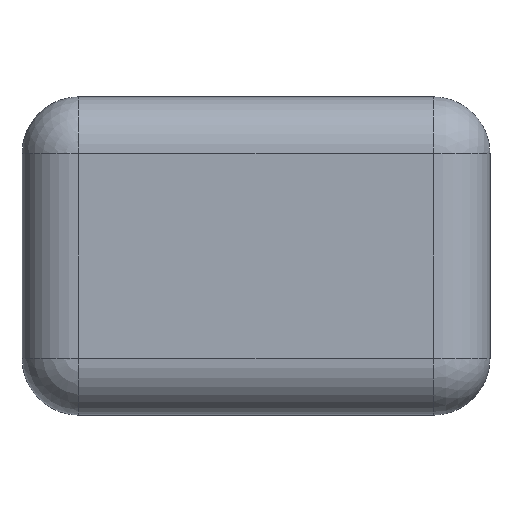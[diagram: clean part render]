
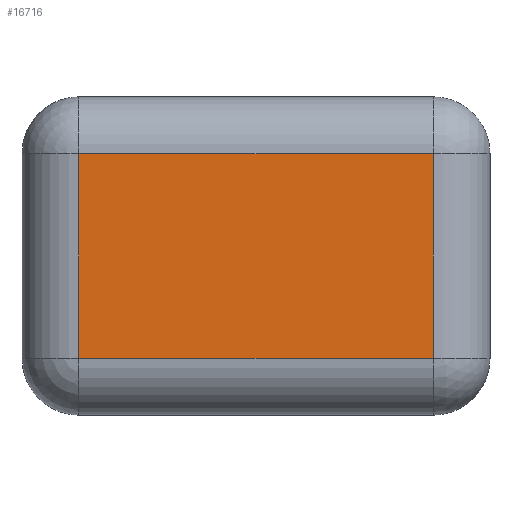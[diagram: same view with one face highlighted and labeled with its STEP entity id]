
A CAD part, front view. The second image highlights one B-rep face of the part: STEP entity #16716.
In plain terms, the highlighted planar face has unit normal (0, -1, 0).
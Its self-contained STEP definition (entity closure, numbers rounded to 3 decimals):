
#1157 = CARTESIAN_POINT ( 'NONE',  ( 250.411, -170.454, 0. ) ) ;
#2639 = AXIS2_PLACEMENT_3D ( 'NONE', #45525, #51040, #6047 ) ;
#3066 = EDGE_CURVE ( 'NONE', #5687, #51404, #31313, .T. ) ;
#4918 = VECTOR ( 'NONE', #50441, 1000. ) ;
#5160 = CARTESIAN_POINT ( 'NONE',  ( 250.411, -170.454, -144.709 ) ) ;
#5687 = VERTEX_POINT ( 'NONE', #24121 ) ;
#6047 = DIRECTION ( 'NONE',  ( 0., 0., -1. ) ) ;
#9930 = EDGE_CURVE ( 'NONE', #51404, #44713, #45465, .T. ) ;
#10957 = CARTESIAN_POINT ( 'NONE',  ( 0., -170.454, -144.709 ) ) ;
#16716 = ADVANCED_FACE ( 'NONE', ( #35791 ), #56469, .T. ) ;
#20880 = DIRECTION ( 'NONE',  ( 0., 0., 1. ) ) ;
#24121 = CARTESIAN_POINT ( 'NONE',  ( -250.411, -170.454, -144.709 ) ) ;
#24729 = VECTOR ( 'NONE', #30596, 1000. ) ;
#25046 = ORIENTED_EDGE ( 'NONE', *, *, #3066, .T. ) ;
#25430 = LINE ( 'NONE', #45154, #24729 ) ;
#26997 = VECTOR ( 'NONE', #60110, 1000. ) ;
#30596 = DIRECTION ( 'NONE',  ( -1., 0., 0. ) ) ;
#31313 = LINE ( 'NONE', #10957, #4918 ) ;
#33153 = CARTESIAN_POINT ( 'NONE',  ( -250.411, -170.454, 144.709 ) ) ;
#35791 = FACE_OUTER_BOUND ( 'NONE', #45923, .T. ) ;
#39178 = CARTESIAN_POINT ( 'NONE',  ( 250.411, -170.454, 144.709 ) ) ;
#39755 = CARTESIAN_POINT ( 'NONE',  ( -250.411, -170.454, 0. ) ) ;
#41952 = EDGE_CURVE ( 'NONE', #44713, #59293, #25430, .T. ) ;
#44713 = VERTEX_POINT ( 'NONE', #39178 ) ;
#45154 = CARTESIAN_POINT ( 'NONE',  ( 0., -170.454, 144.709 ) ) ;
#45213 = EDGE_CURVE ( 'NONE', #59293, #5687, #49483, .T. ) ;
#45465 = LINE ( 'NONE', #1157, #62242 ) ;
#45525 = CARTESIAN_POINT ( 'NONE',  ( 0., -170.454, 0. ) ) ;
#45923 = EDGE_LOOP ( 'NONE', ( #25046, #60787, #52518, #60922 ) ) ;
#49483 = LINE ( 'NONE', #39755, #26997 ) ;
#50441 = DIRECTION ( 'NONE',  ( 1., 0., 0. ) ) ;
#51040 = DIRECTION ( 'NONE',  ( 0., -1., 0. ) ) ;
#51404 = VERTEX_POINT ( 'NONE', #5160 ) ;
#52518 = ORIENTED_EDGE ( 'NONE', *, *, #41952, .T. ) ;
#56469 = PLANE ( 'NONE',  #2639 ) ;
#59293 = VERTEX_POINT ( 'NONE', #33153 ) ;
#60110 = DIRECTION ( 'NONE',  ( 0., 0., -1. ) ) ;
#60787 = ORIENTED_EDGE ( 'NONE', *, *, #9930, .T. ) ;
#60922 = ORIENTED_EDGE ( 'NONE', *, *, #45213, .T. ) ;
#62242 = VECTOR ( 'NONE', #20880, 1000. ) ;
